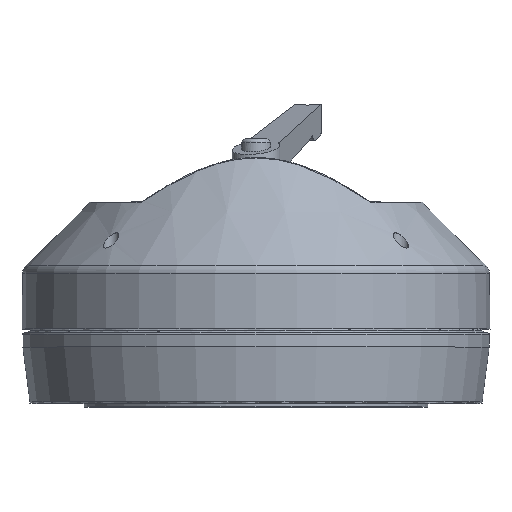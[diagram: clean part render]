
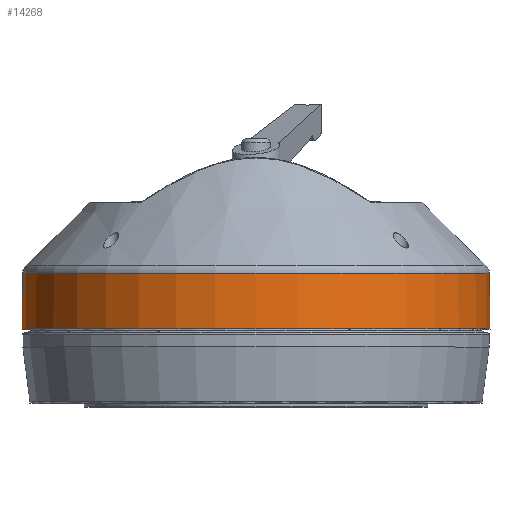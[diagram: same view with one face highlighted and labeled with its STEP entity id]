
A CAD part, top view. The second image highlights one B-rep face of the part: STEP entity #14268.
In plain terms, the highlighted conical face has half-angle 0.5 degrees and reference radius 64.5 mm.
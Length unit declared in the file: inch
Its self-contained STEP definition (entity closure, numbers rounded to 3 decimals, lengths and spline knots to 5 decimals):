
#92 = DIRECTION ( 'NONE',  ( 0., 0., 1. ) ) ;
#881 = CARTESIAN_POINT ( 'NONE',  ( 2.53937, 0., 0. ) ) ;
#985 = VERTEX_POINT ( 'NONE', #881 ) ;
#1463 = FACE_BOUND ( 'NONE', #15416, .T. ) ;
#1576 = ORIENTED_EDGE ( 'NONE', *, *, #11386, .F. ) ;
#2751 = CARTESIAN_POINT ( 'NONE',  ( 0., 0.60129, 2.53412 ) ) ;
#2901 = DIRECTION ( 'NONE',  ( 0., -1., 0. ) ) ;
#2964 = ORIENTED_EDGE ( 'NONE', *, *, #15739, .F. ) ;
#4320 = CARTESIAN_POINT ( 'NONE',  ( 0., 0., 0. ) ) ;
#5305 = CIRCLE ( 'NONE', #17068, 2.53412 ) ;
#7672 = FACE_OUTER_BOUND ( 'NONE', #20249, .T. ) ;
#8777 = VERTEX_POINT ( 'NONE', #2751 ) ;
#9805 = CARTESIAN_POINT ( 'NONE',  ( 0., 0.60129, 0. ) ) ;
#11386 = EDGE_CURVE ( 'NONE', #8777, #8777, #5305, .T. ) ;
#12199 = DIRECTION ( 'NONE',  ( 1., 0., 0. ) ) ;
#13921 = AXIS2_PLACEMENT_3D ( 'NONE', #4320, #2901, #12199 ) ;
#14268 = ADVANCED_FACE ( 'NONE', ( #1463, #7672 ), #20152, .T. ) ;
#14871 = AXIS2_PLACEMENT_3D ( 'NONE', #15671, #15372, #20196 ) ;
#15372 = DIRECTION ( 'NONE',  ( 0., -1., 0. ) ) ;
#15416 = EDGE_LOOP ( 'NONE', ( #1576 ) ) ;
#15671 = CARTESIAN_POINT ( 'NONE',  ( 0., 0., 0. ) ) ;
#15739 = EDGE_CURVE ( 'NONE', #985, #985, #16511, .T. ) ;
#16511 = CIRCLE ( 'NONE', #14871, 2.53937 ) ;
#17068 = AXIS2_PLACEMENT_3D ( 'NONE', #9805, #20264, #92 ) ;
#20152 = CONICAL_SURFACE ( 'NONE', #13921, 2.53937, 0.009 ) ;
#20196 = DIRECTION ( 'NONE',  ( 1., 0., 0. ) ) ;
#20249 = EDGE_LOOP ( 'NONE', ( #2964 ) ) ;
#20264 = DIRECTION ( 'NONE',  ( 0., 1., 0. ) ) ;
